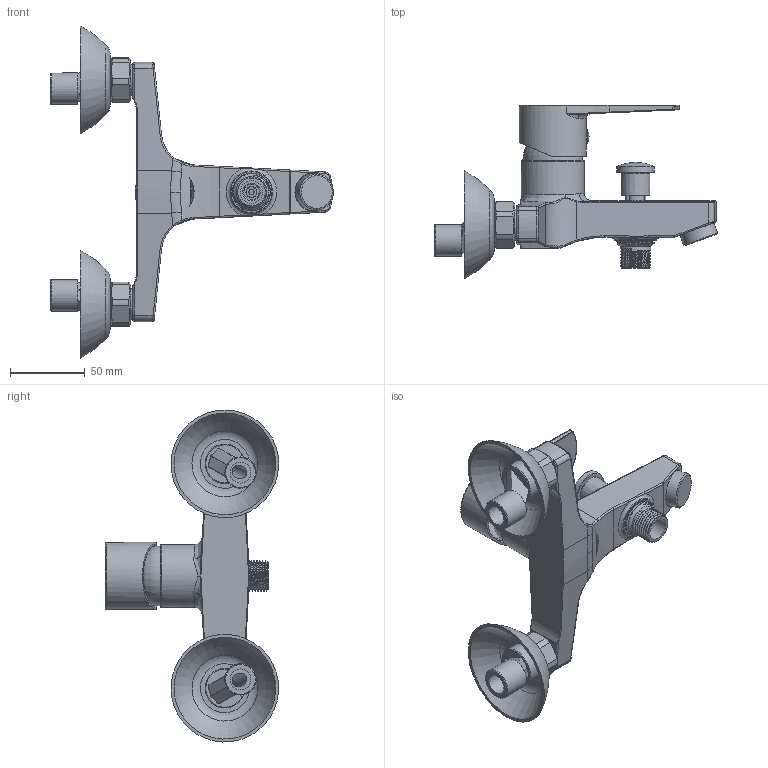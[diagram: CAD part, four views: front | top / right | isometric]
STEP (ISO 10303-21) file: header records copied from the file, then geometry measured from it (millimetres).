
FILE_DESCRIPTION (( 'STEP AP203' ), '1' );
FILE_NAME ('18-P61500.STEP', '2020-12-18T11:31:57', ( '' ), ( '' ), 'SwSTEP 2.0', 'SolidWorks 2018', '' );
FILE_SCHEMA (( 'CONFIG_CONTROL_DESIGN' ));
Length unit declared in the file: millimetre
Products named in the file (1): 18-P61500
Bounding box: 189.05 x 115.89 x 221.95 mm (x, y, z)
Volume: 95402.2 mm3; surface area: 133562.8 mm2
Topology: 15 solids, 16 shells, 1060 faces, 2640 edges, 1604 vertices
Faces by surface type: bspline 374, cylinder 322, plane 260, torus 51, cone 48, sphere 5
Full cylindrical faces by diameter (mm): 2.7 x1, 2.974 x1, 3 x1, 3.074 x1, 3.674 x2, 3.774 x1, 3.8 x1, 6.8 x2, 8.5 x1, 9 x2, 9.5 x1, 13 x1, 13.5 x1, 14 x2, 15 x2, 16 x4, 16.5 x2, 17 x1, 18 x2, 19 x2, 19.5 x2, 19.674 x1, 20.5 x2, 20.6 x6, 20.95 x2, 21 x3, 21.3 x1, 22.3 x1, 22.5 x3, 22.8 x1
Entity records: 54311 total; most frequent: CARTESIAN_POINT 34067, ORIENTED_EDGE 4698, DIRECTION 3279, EDGE_CURVE 2349, VERTEX_POINT 1512, AXIS2_PLACEMENT_3D 1357, EDGE_LOOP 1251, FACE_OUTER_BOUND 1138
